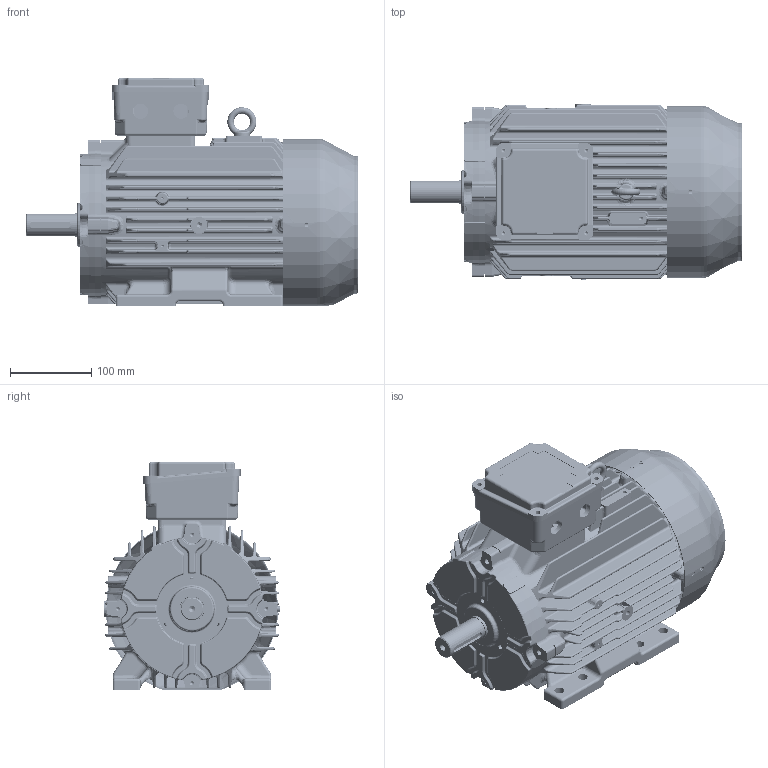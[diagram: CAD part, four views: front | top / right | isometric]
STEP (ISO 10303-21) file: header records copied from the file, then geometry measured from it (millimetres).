
FILE_DESCRIPTION( ( 'Unknown' ), '1' );
FILE_NAME( 'WP-DF100LF B3.stp', 'Unknown', ( 'Unknown' ), ( 'Unknown' ), 'PSStep 17.0.49', 'Unknown', ' ' );
FILE_SCHEMA( ( 'AUTOMOTIVE_DESIGN { 1 0 10303 214 1 1 1 1 }' ) );
Length unit declared in the file: millimetre
Products named in the file (2): q10yb003
Bounding box: 409 x 218 x 281.14 mm (x, y, z)
Volume: 75186 mm3; surface area: 1081765.8 mm2
Topology: 7 solids, 8 shells, 5110 faces, 12942 edges, 7819 vertices
Faces by surface type: cylinder 1751, bspline 1355, plane 1229, torus 347, cone 247, sphere 181
Full cylindrical faces by diameter (mm): 2.594 x2, 3.2 x4, 4.134 x4, 4.351 x4, 4.5 x4, 4.917 x10, 5 x3, 5.188 x3, 6 x17, 6.5 x4, 6.647 x3, 6.8 x1, 7 x8, 7.794 x1, 8 x2, 8.376 x1, 12 x8, 18.782 x2, 20 x1, 24.9 x1, 25 x1, 25.2 x1, 28 x1, 29.9 x1, 30 x2, 30.2 x1, 34.06 x1, 37 x1, 40.3 x1, 42 x1
Entity records: 363030 total; most frequent: CARTESIAN_POINT 206916, ORIENTED_EDGE 25046, DIRECTION 23113, EDGE_CURVE 12523, AXIS2_PLACEMENT_3D 9278, VERTEX_POINT 7732, EDGE_LOOP 5737, FACE_OUTER_BOUND 5233
